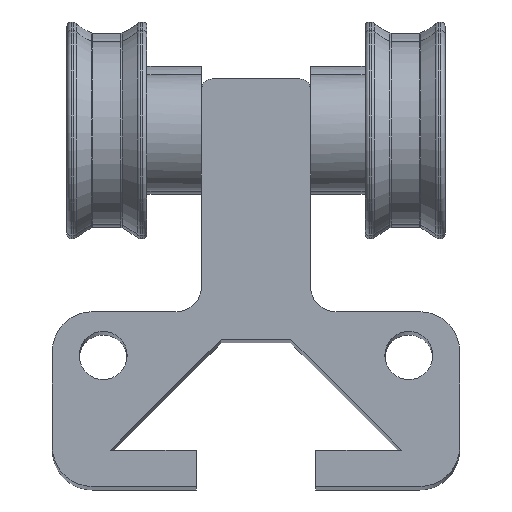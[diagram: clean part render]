
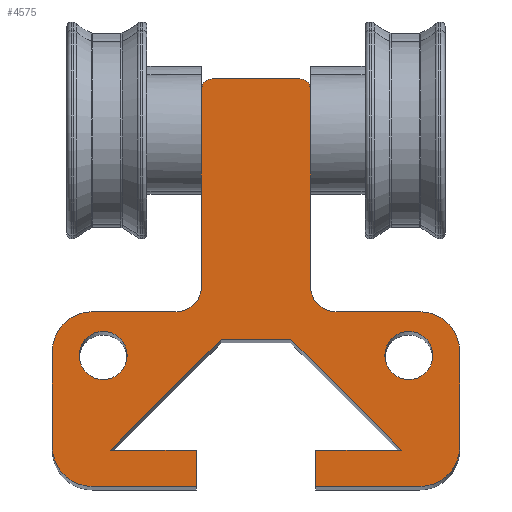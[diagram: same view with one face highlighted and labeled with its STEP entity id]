
A CAD part, top view. The second image highlights one B-rep face of the part: STEP entity #4575.
In plain terms, the highlighted planar face has unit normal (0, 0, 1).
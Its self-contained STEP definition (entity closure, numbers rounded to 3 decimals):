
#1069=CARTESIAN_POINT('',(-3.75,13.75,70.0));
#1070=VERTEX_POINT('',#1069);
#1077=CARTESIAN_POINT('',(-3.75,27.25,70.0));
#1078=VERTEX_POINT('',#1077);
#1079=CARTESIAN_POINT('',(-3.75,13.75,70.0));
#1080=DIRECTION('',(0.0,1.0,0.0));
#1081=VECTOR('',#1080,13.5);
#1082=LINE('',#1079,#1081);
#1083=EDGE_CURVE('',#1070,#1078,#1082,.T.);
#4061=CARTESIAN_POINT('',(11.25,12.,70.0));
#4062=VERTEX_POINT('',#4061);
#4063=CARTESIAN_POINT('',(14.0,9.25,70.0));
#4064=VERTEX_POINT('',#4063);
#4065=CARTESIAN_POINT('',(11.25,9.25,70.0));
#4066=DIRECTION('',(0.0,0.0,-1.));
#4067=DIRECTION('',(0.707,0.707,0.0));
#4068=AXIS2_PLACEMENT_3D('',#4065,#4066,#4067);
#4069=CIRCLE('',#4068,2.75);
#4070=EDGE_CURVE('',#4062,#4064,#4069,.T.);
#4112=CARTESIAN_POINT('',(5.5,12.,70.0));
#4113=VERTEX_POINT('',#4112);
#4120=CARTESIAN_POINT('',(5.5,12.,70.0));
#4121=DIRECTION('',(1.0,0.0,0.0));
#4122=VECTOR('',#4121,5.75);
#4123=LINE('',#4120,#4122);
#4124=EDGE_CURVE('',#4113,#4062,#4123,.T.);
#4338=CARTESIAN_POINT('',(14.,2.75,70.0));
#4339=VERTEX_POINT('',#4338);
#4340=CARTESIAN_POINT('',(11.25,0.0,70.0));
#4341=VERTEX_POINT('',#4340);
#4342=CARTESIAN_POINT('',(11.25,2.75,70.0));
#4343=DIRECTION('',(0.0,0.0,-1.));
#4344=DIRECTION('',(0.707,-0.707,0.0));
#4345=AXIS2_PLACEMENT_3D('',#4342,#4343,#4344);
#4346=CIRCLE('',#4345,2.75);
#4347=EDGE_CURVE('',#4339,#4341,#4346,.T.);
#4371=CARTESIAN_POINT('',(4.1,0.,70.0));
#4372=VERTEX_POINT('',#4371);
#4373=CARTESIAN_POINT('',(11.25,0.0,70.0));
#4374=DIRECTION('',(-1.0,0.0,0.0));
#4375=VECTOR('',#4374,7.15);
#4376=LINE('',#4373,#4375);
#4377=EDGE_CURVE('',#4341,#4372,#4376,.T.);
#4389=CARTESIAN_POINT('',(0.0,11.071,70.0));
#4390=DIRECTION('',(0.0,0.0,1.0));
#4391=DIRECTION('',(1.0,0.0,0.0));
#4392=AXIS2_PLACEMENT_3D('',#4389,#4390,#4391);
#4393=PLANE('',#4392);
#4394=ORIENTED_EDGE('',*,*,#4070,.F.);
#4395=ORIENTED_EDGE('',*,*,#4124,.F.);
#4396=CARTESIAN_POINT('',(3.75,13.75,70.0));
#4397=VERTEX_POINT('',#4396);
#4398=CARTESIAN_POINT('',(5.5,13.75,70.0));
#4399=DIRECTION('',(0.0,0.0,1.0));
#4400=DIRECTION('',(-0.707,-0.707,0.0));
#4401=AXIS2_PLACEMENT_3D('',#4398,#4399,#4400);
#4402=CIRCLE('',#4401,1.75);
#4403=EDGE_CURVE('',#4397,#4113,#4402,.T.);
#4404=ORIENTED_EDGE('',*,*,#4403,.F.);
#4405=CARTESIAN_POINT('',(3.75,27.25,70.0));
#4406=VERTEX_POINT('',#4405);
#4407=CARTESIAN_POINT('',(3.75,27.25,70.0));
#4408=DIRECTION('',(0.0,-1.0,0.0));
#4409=VECTOR('',#4408,13.5);
#4410=LINE('',#4407,#4409);
#4411=EDGE_CURVE('',#4406,#4397,#4410,.T.);
#4412=ORIENTED_EDGE('',*,*,#4411,.F.);
#4413=CARTESIAN_POINT('',(3.,28.,70.0));
#4414=VERTEX_POINT('',#4413);
#4415=CARTESIAN_POINT('',(3.,27.25,70.0));
#4416=DIRECTION('',(0.0,0.0,-1.));
#4417=DIRECTION('',(0.707,0.707,0.0));
#4418=AXIS2_PLACEMENT_3D('',#4415,#4416,#4417);
#4419=CIRCLE('',#4418,0.75);
#4420=EDGE_CURVE('',#4414,#4406,#4419,.T.);
#4421=ORIENTED_EDGE('',*,*,#4420,.F.);
#4422=CARTESIAN_POINT('',(-3.,28.,70.0));
#4423=VERTEX_POINT('',#4422);
#4424=CARTESIAN_POINT('',(-3.,28.,70.0));
#4425=DIRECTION('',(1.0,0.0,0.0));
#4426=VECTOR('',#4425,6.);
#4427=LINE('',#4424,#4426);
#4428=EDGE_CURVE('',#4423,#4414,#4427,.T.);
#4429=ORIENTED_EDGE('',*,*,#4428,.F.);
#4430=CARTESIAN_POINT('',(-3.0,27.25,70.0));
#4431=DIRECTION('',(0.0,0.0,-1.0));
#4432=DIRECTION('',(-0.707,0.707,0.0));
#4433=AXIS2_PLACEMENT_3D('',#4430,#4431,#4432);
#4434=CIRCLE('',#4433,0.75);
#4435=EDGE_CURVE('',#1078,#4423,#4434,.T.);
#4436=ORIENTED_EDGE('',*,*,#4435,.F.);
#4437=ORIENTED_EDGE('',*,*,#1083,.F.);
#4438=CARTESIAN_POINT('',(-5.5,12.,70.0));
#4439=VERTEX_POINT('',#4438);
#4440=CARTESIAN_POINT('',(-5.5,13.75,70.0));
#4441=DIRECTION('',(0.0,0.0,1.0));
#4442=DIRECTION('',(0.707,-0.707,0.0));
#4443=AXIS2_PLACEMENT_3D('',#4440,#4441,#4442);
#4444=CIRCLE('',#4443,1.75);
#4445=EDGE_CURVE('',#4439,#1070,#4444,.T.);
#4446=ORIENTED_EDGE('',*,*,#4445,.F.);
#4447=CARTESIAN_POINT('',(-11.25,12.,70.0));
#4448=VERTEX_POINT('',#4447);
#4449=CARTESIAN_POINT('',(-11.25,12.,70.0));
#4450=DIRECTION('',(1.0,0.0,0.0));
#4451=VECTOR('',#4450,5.75);
#4452=LINE('',#4449,#4451);
#4453=EDGE_CURVE('',#4448,#4439,#4452,.T.);
#4454=ORIENTED_EDGE('',*,*,#4453,.F.);
#4455=CARTESIAN_POINT('',(-14.0,9.25,70.0));
#4456=VERTEX_POINT('',#4455);
#4457=CARTESIAN_POINT('',(-11.25,9.25,70.0));
#4458=DIRECTION('',(0.0,0.0,-1.));
#4459=DIRECTION('',(-0.707,0.707,0.0));
#4460=AXIS2_PLACEMENT_3D('',#4457,#4458,#4459);
#4461=CIRCLE('',#4460,2.75);
#4462=EDGE_CURVE('',#4456,#4448,#4461,.T.);
#4463=ORIENTED_EDGE('',*,*,#4462,.F.);
#4464=CARTESIAN_POINT('',(-14.,2.75,70.0));
#4465=VERTEX_POINT('',#4464);
#4466=CARTESIAN_POINT('',(-14.,2.75,70.0));
#4467=DIRECTION('',(0.0,1.0,0.0));
#4468=VECTOR('',#4467,6.5);
#4469=LINE('',#4466,#4468);
#4470=EDGE_CURVE('',#4465,#4456,#4469,.T.);
#4471=ORIENTED_EDGE('',*,*,#4470,.F.);
#4472=CARTESIAN_POINT('',(-11.25,0.0,70.0));
#4473=VERTEX_POINT('',#4472);
#4474=CARTESIAN_POINT('',(-11.25,2.75,70.0));
#4475=DIRECTION('',(0.0,0.0,-1.0));
#4476=DIRECTION('',(-0.707,-0.707,0.0));
#4477=AXIS2_PLACEMENT_3D('',#4474,#4475,#4476);
#4478=CIRCLE('',#4477,2.75);
#4479=EDGE_CURVE('',#4473,#4465,#4478,.T.);
#4480=ORIENTED_EDGE('',*,*,#4479,.F.);
#4481=CARTESIAN_POINT('',(-4.1,0.,70.0));
#4482=VERTEX_POINT('',#4481);
#4483=CARTESIAN_POINT('',(-4.1,0.,70.0));
#4484=DIRECTION('',(-1.0,0.0,0.0));
#4485=VECTOR('',#4484,7.15);
#4486=LINE('',#4483,#4485);
#4487=EDGE_CURVE('',#4482,#4473,#4486,.T.);
#4488=ORIENTED_EDGE('',*,*,#4487,.F.);
#4489=CARTESIAN_POINT('',(-4.1,2.5,70.0));
#4490=VERTEX_POINT('',#4489);
#4491=CARTESIAN_POINT('',(-4.1,0.,70.0));
#4492=DIRECTION('',(0.0,1.0,0.0));
#4493=VECTOR('',#4492,2.5);
#4494=LINE('',#4491,#4493);
#4495=EDGE_CURVE('',#4482,#4490,#4494,.T.);
#4496=ORIENTED_EDGE('',*,*,#4495,.T.);
#4497=CARTESIAN_POINT('',(-10.0,2.5,70.0));
#4498=VERTEX_POINT('',#4497);
#4499=CARTESIAN_POINT('',(-4.1,2.5,70.0));
#4500=DIRECTION('',(-1.0,0.0,0.0));
#4501=VECTOR('',#4500,5.9);
#4502=LINE('',#4499,#4501);
#4503=EDGE_CURVE('',#4490,#4498,#4502,.T.);
#4504=ORIENTED_EDGE('',*,*,#4503,.T.);
#4505=CARTESIAN_POINT('',(-2.4,10.1,70.0));
#4506=VERTEX_POINT('',#4505);
#4507=CARTESIAN_POINT('',(-10.0,2.5,70.0));
#4508=DIRECTION('',(0.707,0.707,0.0));
#4509=VECTOR('',#4508,10.748);
#4510=LINE('',#4507,#4509);
#4511=EDGE_CURVE('',#4498,#4506,#4510,.T.);
#4512=ORIENTED_EDGE('',*,*,#4511,.T.);
#4513=CARTESIAN_POINT('',(2.4,10.1,70.0));
#4514=VERTEX_POINT('',#4513);
#4515=CARTESIAN_POINT('',(-2.4,10.1,70.0));
#4516=DIRECTION('',(1.0,0.0,0.0));
#4517=VECTOR('',#4516,4.8);
#4518=LINE('',#4515,#4517);
#4519=EDGE_CURVE('',#4506,#4514,#4518,.T.);
#4520=ORIENTED_EDGE('',*,*,#4519,.T.);
#4521=CARTESIAN_POINT('',(10.,2.5,70.0));
#4522=VERTEX_POINT('',#4521);
#4523=CARTESIAN_POINT('',(2.4,10.1,70.0));
#4524=DIRECTION('',(0.707,-0.707,0.0));
#4525=VECTOR('',#4524,10.748);
#4526=LINE('',#4523,#4525);
#4527=EDGE_CURVE('',#4514,#4522,#4526,.T.);
#4528=ORIENTED_EDGE('',*,*,#4527,.T.);
#4529=CARTESIAN_POINT('',(4.1,2.5,70.0));
#4530=VERTEX_POINT('',#4529);
#4531=CARTESIAN_POINT('',(10.,2.5,70.0));
#4532=DIRECTION('',(-1.0,0.0,0.0));
#4533=VECTOR('',#4532,5.9);
#4534=LINE('',#4531,#4533);
#4535=EDGE_CURVE('',#4522,#4530,#4534,.T.);
#4536=ORIENTED_EDGE('',*,*,#4535,.T.);
#4537=CARTESIAN_POINT('',(4.1,2.5,70.0));
#4538=DIRECTION('',(0.0,-1.0,0.0));
#4539=VECTOR('',#4538,2.5);
#4540=LINE('',#4537,#4539);
#4541=EDGE_CURVE('',#4530,#4372,#4540,.T.);
#4542=ORIENTED_EDGE('',*,*,#4541,.T.);
#4543=ORIENTED_EDGE('',*,*,#4377,.F.);
#4544=ORIENTED_EDGE('',*,*,#4347,.F.);
#4545=CARTESIAN_POINT('',(14.0,9.25,70.0));
#4546=DIRECTION('',(0.0,-1.0,0.0));
#4547=VECTOR('',#4546,6.5);
#4548=LINE('',#4545,#4547);
#4549=EDGE_CURVE('',#4064,#4339,#4548,.T.);
#4550=ORIENTED_EDGE('',*,*,#4549,.F.);
#4551=EDGE_LOOP('',(#4394,#4395,#4404,#4412,#4421,#4429,#4436,#4437,#4446,#4454,#4463,#4471,#4480,#4488,#4496,#4504,#4512,#4520,#4528,#4536,#4542,#4543,#4544,#4550));
#4552=FACE_OUTER_BOUND('',#4551,.T.);
#4553=CARTESIAN_POINT('',(-12.15,9.0,70.0));
#4554=VERTEX_POINT('',#4553);
#4555=CARTESIAN_POINT('',(-10.5,9.0,70.0));
#4556=DIRECTION('',(0.0,0.0,-1.0));
#4557=DIRECTION('',(-1.0,0.0,0.0));
#4558=AXIS2_PLACEMENT_3D('',#4555,#4556,#4557);
#4559=CIRCLE('',#4558,1.65);
#4560=EDGE_CURVE('',#4554,#4554,#4559,.T.);
#4561=ORIENTED_EDGE('',*,*,#4560,.T.);
#4562=EDGE_LOOP('',(#4561));
#4563=FACE_BOUND('',#4562,.T.);
#4564=CARTESIAN_POINT('',(12.15,9.0,70.0));
#4565=VERTEX_POINT('',#4564);
#4566=CARTESIAN_POINT('',(10.5,9.0,70.0));
#4567=DIRECTION('',(0.0,0.0,-1.0));
#4568=DIRECTION('',(1.0,0.0,0.0));
#4569=AXIS2_PLACEMENT_3D('',#4566,#4567,#4568);
#4570=CIRCLE('',#4569,1.65);
#4571=EDGE_CURVE('',#4565,#4565,#4570,.T.);
#4572=ORIENTED_EDGE('',*,*,#4571,.T.);
#4573=EDGE_LOOP('',(#4572));
#4574=FACE_BOUND('',#4573,.T.);
#4575=ADVANCED_FACE('',(#4552,#4563,#4574),#4393,.T.);
